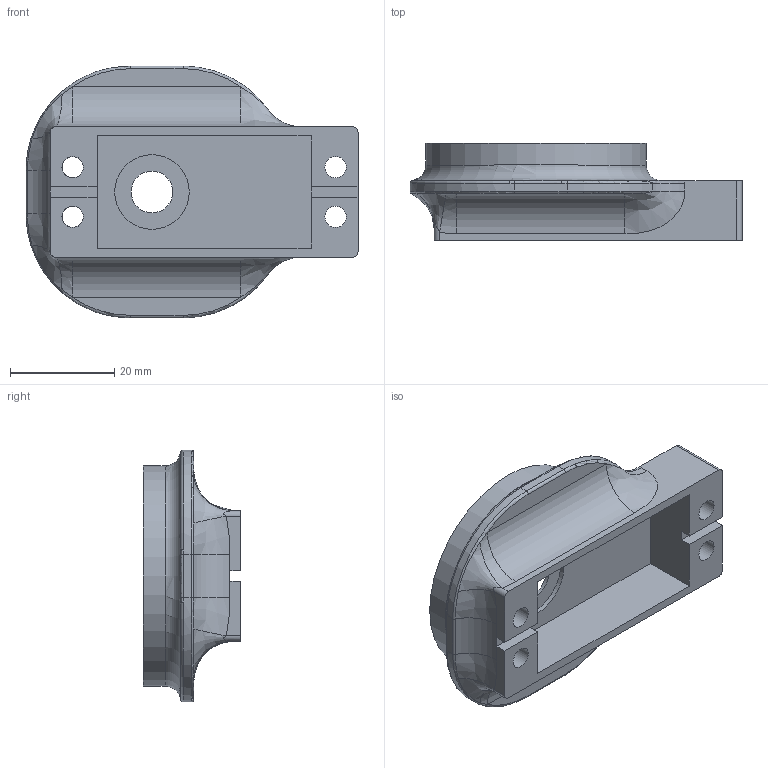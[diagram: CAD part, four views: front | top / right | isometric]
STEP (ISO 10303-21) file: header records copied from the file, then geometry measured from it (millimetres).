
FILE_DESCRIPTION(/* description */ (''),/* implementation_level */ '2;1');
FILE_NAME(/* name */ 'мотор_локтя_1.1.stp',/* time_stamp */ '2023-02-21T20:15:25+03:00',/* author */ ('Папа'),/* organization */ (''),/* preprocessor_version */ 'ST-DEVELOPER v18.1',/* originating_system */ 'Autodesk Inventor 2022',/* authorisation */ '');
FILE_SCHEMA (('AUTOMOTIVE_DESIGN { 1 0 10303 214 3 1 1 }'));
Length unit declared in the file: millimetre
Products named in the file (1): мотор_локтя_
1.1
Bounding box: 63.65 x 18.7 x 48.3 mm (x, y, z)
Volume: 13628.3 mm3; surface area: 9943.4 mm2
Topology: 1 solids, 13 shells, 326 faces, 796 edges, 496 vertices
Faces by surface type: cylinder 169, plane 57, torus 57, bspline 41, cone 2
Full cylindrical faces by diameter (mm): 4.1 x4, 8 x1, 14.3 x1, 42.3 x1
Entity records: 10528 total; most frequent: CARTESIAN_POINT 2600, DIRECTION 1842, ORIENTED_EDGE 1592, AXIS2_PLACEMENT_3D 805, EDGE_CURVE 796, CIRCLE 519, VERTEX_POINT 496, EDGE_LOOP 336
